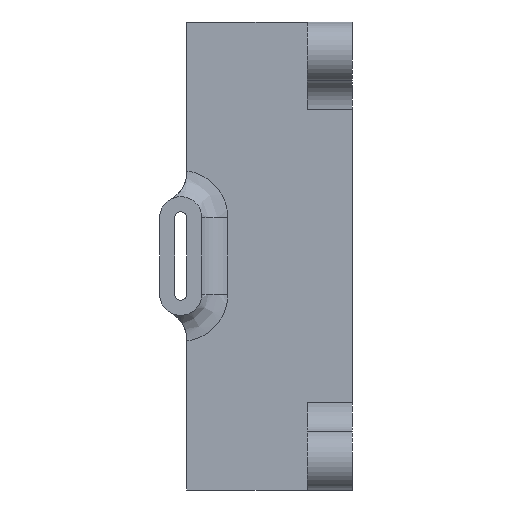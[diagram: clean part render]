
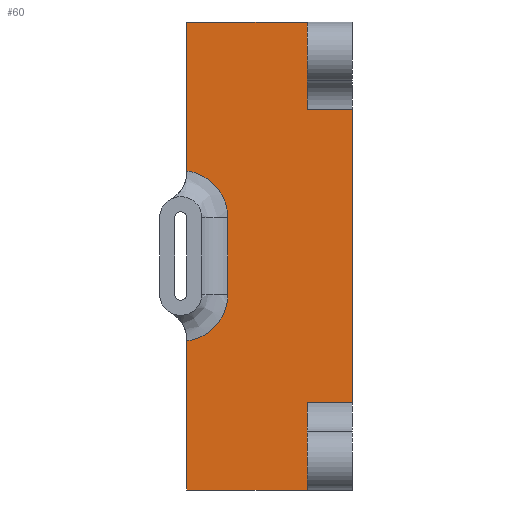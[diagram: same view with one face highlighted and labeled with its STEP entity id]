
A CAD part, left-side view. The second image highlights one B-rep face of the part: STEP entity #60.
In plain terms, the highlighted planar face has unit normal (-1, 0, 0).
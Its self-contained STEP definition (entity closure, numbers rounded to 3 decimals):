
#60 = ADVANCED_FACE ( 'NONE', ( #3258 ), #998, .F. ) ;
#106 = VECTOR ( 'NONE', #365, 1000. ) ;
#169 = AXIS2_PLACEMENT_3D ( 'NONE', #975, #968, #960 ) ;
#244 =( BOUNDED_CURVE ( )  B_SPLINE_CURVE ( 3, ( #1287, #1263, #1257, #1251 ),
 .UNSPECIFIED., .F., .F. ) 
 B_SPLINE_CURVE_WITH_KNOTS ( ( 4, 4 ),
 ( 0., 1. ),
 .UNSPECIFIED. ) 
 CURVE ( )  GEOMETRIC_REPRESENTATION_ITEM ( )  RATIONAL_B_SPLINE_CURVE ( ( 1., 0.834, 0.834, 1. ) ) 
 REPRESENTATION_ITEM ( '' )  );
#323 = VERTEX_POINT ( 'NONE', #2874 ) ;
#365 = DIRECTION ( 'NONE',  ( 0., 0., -1. ) ) ;
#375 = CARTESIAN_POINT ( 'NONE',  ( -32., 10., -48.703 ) ) ;
#401 = CARTESIAN_POINT ( 'NONE',  ( -32., 10., -77.75 ) ) ;
#484 = ORIENTED_EDGE ( 'NONE', *, *, #1920, .F. ) ;
#487 = ORIENTED_EDGE ( 'NONE', *, *, #2345, .F. ) ;
#499 = VERTEX_POINT ( 'NONE', #2352 ) ;
#507 = ORIENTED_EDGE ( 'NONE', *, *, #2085, .F. ) ;
#514 = ORIENTED_EDGE ( 'NONE', *, *, #2965, .F. ) ;
#532 = VECTOR ( 'NONE', #2050, 1000. ) ;
#540 = LINE ( 'NONE', #1682, #2976 ) ;
#541 = ORIENTED_EDGE ( 'NONE', *, *, #1158, .T. ) ;
#543 = ORIENTED_EDGE ( 'NONE', *, *, #3021, .F. ) ;
#544 = ORIENTED_EDGE ( 'NONE', *, *, #1467, .F. ) ;
#546 = VERTEX_POINT ( 'NONE', #1729 ) ;
#548 = ORIENTED_EDGE ( 'NONE', *, *, #2614, .F. ) ;
#556 = ORIENTED_EDGE ( 'NONE', *, *, #1719, .F. ) ;
#583 = ORIENTED_EDGE ( 'NONE', *, *, #2488, .F. ) ;
#593 = ORIENTED_EDGE ( 'NONE', *, *, #2947, .F. ) ;
#602 = CARTESIAN_POINT ( 'NONE',  ( -32., 50., -77.75 ) ) ;
#608 = DIRECTION ( 'NONE',  ( 0., 1., 0. ) ) ;
#612 = LINE ( 'NONE', #2066, #532 ) ;
#617 = ORIENTED_EDGE ( 'NONE', *, *, #2826, .F. ) ;
#621 = CARTESIAN_POINT ( 'NONE',  ( -32., 10., -48.703 ) ) ;
#654 = VERTEX_POINT ( 'NONE', #1456 ) ;
#669 = VERTEX_POINT ( 'NONE', #1423 ) ;
#749 = CARTESIAN_POINT ( 'NONE',  ( -32., 10., 48.703 ) ) ;
#960 = DIRECTION ( 'NONE',  ( 0., 0., -1. ) ) ;
#968 = DIRECTION ( 'NONE',  ( 1., 0., 0. ) ) ;
#975 = CARTESIAN_POINT ( 'NONE',  ( -32., 50., -77.75 ) ) ;
#998 = PLANE ( 'NONE',  #169 ) ;
#1113 = CARTESIAN_POINT ( 'NONE',  ( -32., -5., 48.703 ) ) ;
#1158 = EDGE_CURVE ( 'NONE', #2229, #3154, #2377, .T. ) ;
#1162 = VERTEX_POINT ( 'NONE', #2669 ) ;
#1218 = LINE ( 'NONE', #2975, #1250 ) ;
#1223 = CARTESIAN_POINT ( 'NONE',  ( -32., -5., -48.703 ) ) ;
#1250 = VECTOR ( 'NONE', #2970, 1000. ) ;
#1251 = CARTESIAN_POINT ( 'NONE',  ( -32., 36.34, -12.7 ) ) ;
#1257 = CARTESIAN_POINT ( 'NONE',  ( -32., 36.34, -20.968 ) ) ;
#1263 = CARTESIAN_POINT ( 'NONE',  ( -32., 41.8, -27.176 ) ) ;
#1287 = CARTESIAN_POINT ( 'NONE',  ( -32., 50., -28.232 ) ) ;
#1315 = VERTEX_POINT ( 'NONE', #749 ) ;
#1423 = CARTESIAN_POINT ( 'NONE',  ( -32., 50., 77.75 ) ) ;
#1431 = CARTESIAN_POINT ( 'NONE',  ( -32., 10., -77.75 ) ) ;
#1456 = CARTESIAN_POINT ( 'NONE',  ( -32., 36.34, 12.7 ) ) ;
#1467 = EDGE_CURVE ( 'NONE', #1315, #3207, #1218, .T. ) ;
#1483 = VECTOR ( 'NONE', #608, 1000. ) ;
#1559 = LINE ( 'NONE', #602, #1483 ) ;
#1592 = LINE ( 'NONE', #2794, #2207 ) ;
#1682 = CARTESIAN_POINT ( 'NONE',  ( -32., 50., -77.75 ) ) ;
#1694 = DIRECTION ( 'NONE',  ( 0., 0., 1. ) ) ;
#1700 = CARTESIAN_POINT ( 'NONE',  ( -32., -5., -77.75 ) ) ;
#1715 = DIRECTION ( 'NONE',  ( 0., 0., -1. ) ) ;
#1719 = EDGE_CURVE ( 'NONE', #669, #2946, #612, .T. ) ;
#1729 = CARTESIAN_POINT ( 'NONE',  ( -32., 36.34, -12.7 ) ) ;
#1894 = VERTEX_POINT ( 'NONE', #1431 ) ;
#1920 = EDGE_CURVE ( 'NONE', #323, #546, #244, .T. ) ;
#1994 = CARTESIAN_POINT ( 'NONE',  ( -32., 10., -77.75 ) ) ;
#2019 = DIRECTION ( 'NONE',  ( 0., 0., -1. ) ) ;
#2050 = DIRECTION ( 'NONE',  ( 0., -1., 0. ) ) ;
#2065 = CARTESIAN_POINT ( 'NONE',  ( -32., 50., 28.232 ) ) ;
#2066 = CARTESIAN_POINT ( 'NONE',  ( -32., 50., 77.75 ) ) ;
#2085 = EDGE_CURVE ( 'NONE', #1894, #1162, #1559, .T. ) ;
#2086 = CARTESIAN_POINT ( 'NONE',  ( -32., 41.8, 27.176 ) ) ;
#2098 = CARTESIAN_POINT ( 'NONE',  ( -32., 36.34, 20.968 ) ) ;
#2105 = CARTESIAN_POINT ( 'NONE',  ( -32., 36.34, 12.7 ) ) ;
#2122 = CARTESIAN_POINT ( 'NONE',  ( -32., 10., 77.75 ) ) ;
#2207 = VECTOR ( 'NONE', #2658, 1000. ) ;
#2229 = VERTEX_POINT ( 'NONE', #375 ) ;
#2345 = EDGE_CURVE ( 'NONE', #1162, #323, #1592, .T. ) ;
#2352 = CARTESIAN_POINT ( 'NONE',  ( -32., 50., 28.232 ) ) ;
#2359 = VECTOR ( 'NONE', #2697, 1000. ) ;
#2363 = LINE ( 'NONE', #1700, #2490 ) ;
#2377 = LINE ( 'NONE', #621, #2359 ) ;
#2400 = CARTESIAN_POINT ( 'NONE',  ( -32., 36.34, -77.75 ) ) ;
#2485 = DIRECTION ( 'NONE',  ( 0., 0., 1. ) ) ;
#2488 = EDGE_CURVE ( 'NONE', #499, #669, #540, .T. ) ;
#2490 = VECTOR ( 'NONE', #1715, 1000. ) ;
#2539 = VECTOR ( 'NONE', #2019, 1000. ) ;
#2614 = EDGE_CURVE ( 'NONE', #2946, #1315, #2671, .T. ) ;
#2615 = LINE ( 'NONE', #1994, #2539 ) ;
#2658 = DIRECTION ( 'NONE',  ( 0., 0., 1. ) ) ;
#2664 =( BOUNDED_CURVE ( )  B_SPLINE_CURVE ( 3, ( #2105, #2098, #2086, #2065 ),
 .UNSPECIFIED., .F., .F. ) 
 B_SPLINE_CURVE_WITH_KNOTS ( ( 4, 4 ),
 ( 0., 1. ),
 .UNSPECIFIED. ) 
 CURVE ( )  GEOMETRIC_REPRESENTATION_ITEM ( )  RATIONAL_B_SPLINE_CURVE ( ( 1., 0.834, 0.834, 1. ) ) 
 REPRESENTATION_ITEM ( '' )  );
#2669 = CARTESIAN_POINT ( 'NONE',  ( -32., 50., -77.75 ) ) ;
#2671 = LINE ( 'NONE', #401, #106 ) ;
#2697 = DIRECTION ( 'NONE',  ( 0., -1., 0. ) ) ;
#2710 = EDGE_LOOP ( 'NONE', ( #484, #487, #507, #514, #541, #543, #544, #548, #556, #583, #593, #617 ) ) ;
#2770 = VECTOR ( 'NONE', #2485, 1000. ) ;
#2794 = CARTESIAN_POINT ( 'NONE',  ( -32., 50., -77.75 ) ) ;
#2807 = LINE ( 'NONE', #2400, #2770 ) ;
#2826 = EDGE_CURVE ( 'NONE', #546, #654, #2807, .T. ) ;
#2874 = CARTESIAN_POINT ( 'NONE',  ( -32., 50., -28.232 ) ) ;
#2946 = VERTEX_POINT ( 'NONE', #2122 ) ;
#2947 = EDGE_CURVE ( 'NONE', #654, #499, #2664, .T. ) ;
#2965 = EDGE_CURVE ( 'NONE', #2229, #1894, #2615, .T. ) ;
#2970 = DIRECTION ( 'NONE',  ( 0., -1., 0. ) ) ;
#2975 = CARTESIAN_POINT ( 'NONE',  ( -32., 50., 48.703 ) ) ;
#2976 = VECTOR ( 'NONE', #1694, 1000. ) ;
#3021 = EDGE_CURVE ( 'NONE', #3207, #3154, #2363, .T. ) ;
#3154 = VERTEX_POINT ( 'NONE', #1223 ) ;
#3207 = VERTEX_POINT ( 'NONE', #1113 ) ;
#3258 = FACE_OUTER_BOUND ( 'NONE', #2710, .T. ) ;
